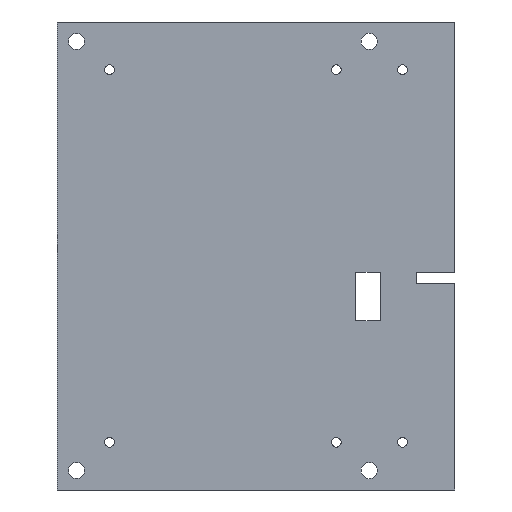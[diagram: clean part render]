
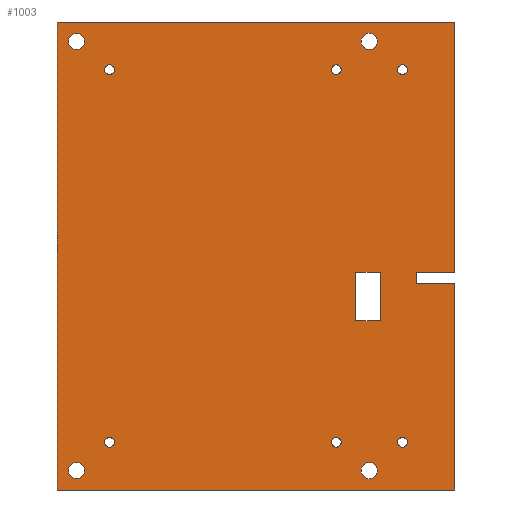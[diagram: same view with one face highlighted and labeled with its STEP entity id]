
A CAD part, front view. The second image highlights one B-rep face of the part: STEP entity #1003.
In plain terms, the highlighted planar face has unit normal (0, -1, 0).
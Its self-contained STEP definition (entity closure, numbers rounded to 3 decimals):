
#31=FACE_BOUND('',#147,.T.);
#32=FACE_BOUND('',#148,.T.);
#33=FACE_BOUND('',#149,.T.);
#34=FACE_BOUND('',#150,.T.);
#35=FACE_BOUND('',#151,.T.);
#36=FACE_BOUND('',#152,.T.);
#37=FACE_BOUND('',#153,.T.);
#38=FACE_BOUND('',#154,.T.);
#39=FACE_BOUND('',#155,.T.);
#40=FACE_BOUND('',#156,.T.);
#41=FACE_BOUND('',#157,.T.);
#59=CIRCLE('',#1073,2.5);
#60=CIRCLE('',#1074,1.5);
#61=CIRCLE('',#1075,1.5);
#62=CIRCLE('',#1076,2.5);
#63=CIRCLE('',#1077,2.5);
#64=CIRCLE('',#1078,1.5);
#65=CIRCLE('',#1079,2.5);
#66=CIRCLE('',#1080,1.5);
#67=CIRCLE('',#1081,1.5);
#68=CIRCLE('',#1082,1.5);
#91=FACE_OUTER_BOUND('',#146,.T.);
#146=EDGE_LOOP('',(#682,#683,#684,#685,#686,#687,#688,#689));
#147=EDGE_LOOP('',(#690));
#148=EDGE_LOOP('',(#691));
#149=EDGE_LOOP('',(#692));
#150=EDGE_LOOP('',(#693));
#151=EDGE_LOOP('',(#694));
#152=EDGE_LOOP('',(#695));
#153=EDGE_LOOP('',(#696,#697,#698,#699));
#154=EDGE_LOOP('',(#700));
#155=EDGE_LOOP('',(#701));
#156=EDGE_LOOP('',(#702));
#157=EDGE_LOOP('',(#703));
#229=LINE('',#1448,#338);
#230=LINE('',#1450,#339);
#231=LINE('',#1452,#340);
#232=LINE('',#1454,#341);
#233=LINE('',#1456,#342);
#234=LINE('',#1458,#343);
#235=LINE('',#1460,#344);
#236=LINE('',#1461,#345);
#237=LINE('',#1476,#346);
#238=LINE('',#1478,#347);
#239=LINE('',#1480,#348);
#240=LINE('',#1481,#349);
#338=VECTOR('',#1163,10.);
#339=VECTOR('',#1164,10.);
#340=VECTOR('',#1165,10.);
#341=VECTOR('',#1166,10.);
#342=VECTOR('',#1167,10.);
#343=VECTOR('',#1168,10.);
#344=VECTOR('',#1169,10.);
#345=VECTOR('',#1170,10.);
#346=VECTOR('',#1183,10.);
#347=VECTOR('',#1184,10.);
#348=VECTOR('',#1185,10.);
#349=VECTOR('',#1186,10.);
#447=VERTEX_POINT('',#1446);
#448=VERTEX_POINT('',#1447);
#449=VERTEX_POINT('',#1449);
#450=VERTEX_POINT('',#1451);
#451=VERTEX_POINT('',#1453);
#452=VERTEX_POINT('',#1455);
#453=VERTEX_POINT('',#1457);
#454=VERTEX_POINT('',#1459);
#455=VERTEX_POINT('',#1462);
#456=VERTEX_POINT('',#1464);
#457=VERTEX_POINT('',#1466);
#458=VERTEX_POINT('',#1468);
#459=VERTEX_POINT('',#1470);
#460=VERTEX_POINT('',#1472);
#461=VERTEX_POINT('',#1474);
#462=VERTEX_POINT('',#1475);
#463=VERTEX_POINT('',#1477);
#464=VERTEX_POINT('',#1479);
#465=VERTEX_POINT('',#1482);
#466=VERTEX_POINT('',#1484);
#467=VERTEX_POINT('',#1486);
#468=VERTEX_POINT('',#1488);
#541=EDGE_CURVE('',#447,#448,#229,.T.);
#542=EDGE_CURVE('',#448,#449,#230,.T.);
#543=EDGE_CURVE('',#449,#450,#231,.T.);
#544=EDGE_CURVE('',#450,#451,#232,.T.);
#545=EDGE_CURVE('',#451,#452,#233,.T.);
#546=EDGE_CURVE('',#452,#453,#234,.T.);
#547=EDGE_CURVE('',#453,#454,#235,.T.);
#548=EDGE_CURVE('',#454,#447,#236,.T.);
#549=EDGE_CURVE('',#455,#455,#59,.T.);
#550=EDGE_CURVE('',#456,#456,#60,.T.);
#551=EDGE_CURVE('',#457,#457,#61,.T.);
#552=EDGE_CURVE('',#458,#458,#62,.T.);
#553=EDGE_CURVE('',#459,#459,#63,.T.);
#554=EDGE_CURVE('',#460,#460,#64,.T.);
#555=EDGE_CURVE('',#461,#462,#237,.T.);
#556=EDGE_CURVE('',#462,#463,#238,.T.);
#557=EDGE_CURVE('',#463,#464,#239,.T.);
#558=EDGE_CURVE('',#464,#461,#240,.T.);
#559=EDGE_CURVE('',#465,#465,#65,.T.);
#560=EDGE_CURVE('',#466,#466,#66,.T.);
#561=EDGE_CURVE('',#467,#467,#67,.T.);
#562=EDGE_CURVE('',#468,#468,#68,.T.);
#682=ORIENTED_EDGE('',*,*,#541,.T.);
#683=ORIENTED_EDGE('',*,*,#542,.T.);
#684=ORIENTED_EDGE('',*,*,#543,.T.);
#685=ORIENTED_EDGE('',*,*,#544,.T.);
#686=ORIENTED_EDGE('',*,*,#545,.T.);
#687=ORIENTED_EDGE('',*,*,#546,.T.);
#688=ORIENTED_EDGE('',*,*,#547,.T.);
#689=ORIENTED_EDGE('',*,*,#548,.T.);
#690=ORIENTED_EDGE('',*,*,#549,.T.);
#691=ORIENTED_EDGE('',*,*,#550,.T.);
#692=ORIENTED_EDGE('',*,*,#551,.T.);
#693=ORIENTED_EDGE('',*,*,#552,.T.);
#694=ORIENTED_EDGE('',*,*,#553,.T.);
#695=ORIENTED_EDGE('',*,*,#554,.T.);
#696=ORIENTED_EDGE('',*,*,#555,.T.);
#697=ORIENTED_EDGE('',*,*,#556,.T.);
#698=ORIENTED_EDGE('',*,*,#557,.T.);
#699=ORIENTED_EDGE('',*,*,#558,.T.);
#700=ORIENTED_EDGE('',*,*,#559,.T.);
#701=ORIENTED_EDGE('',*,*,#560,.T.);
#702=ORIENTED_EDGE('',*,*,#561,.T.);
#703=ORIENTED_EDGE('',*,*,#562,.T.);
#964=PLANE('',#1072);
#1003=ADVANCED_FACE('',(#91,#31,#32,#33,#34,#35,#36,#37,#38,#39,#40,#41),
#964,.T.);
#1072=AXIS2_PLACEMENT_3D('',#1445,#1161,#1162);
#1073=AXIS2_PLACEMENT_3D('',#1463,#1171,#1172);
#1074=AXIS2_PLACEMENT_3D('',#1465,#1173,#1174);
#1075=AXIS2_PLACEMENT_3D('',#1467,#1175,#1176);
#1076=AXIS2_PLACEMENT_3D('',#1469,#1177,#1178);
#1077=AXIS2_PLACEMENT_3D('',#1471,#1179,#1180);
#1078=AXIS2_PLACEMENT_3D('',#1473,#1181,#1182);
#1079=AXIS2_PLACEMENT_3D('',#1483,#1187,#1188);
#1080=AXIS2_PLACEMENT_3D('',#1485,#1189,#1190);
#1081=AXIS2_PLACEMENT_3D('',#1487,#1191,#1192);
#1082=AXIS2_PLACEMENT_3D('',#1489,#1193,#1194);
#1161=DIRECTION('center_axis',(0.,-1.,0.));
#1162=DIRECTION('ref_axis',(1.,0.,0.));
#1163=DIRECTION('',(0.,0.,1.));
#1164=DIRECTION('',(-1.,0.,0.));
#1165=DIRECTION('',(0.,0.,1.));
#1166=DIRECTION('',(1.,0.,0.));
#1167=DIRECTION('',(0.,0.,1.));
#1168=DIRECTION('',(-1.,0.,0.));
#1169=DIRECTION('',(0.,0.,-1.));
#1170=DIRECTION('',(1.,0.,0.));
#1171=DIRECTION('center_axis',(0.,1.,0.));
#1172=DIRECTION('ref_axis',(1.,0.,0.));
#1173=DIRECTION('center_axis',(0.,1.,0.));
#1174=DIRECTION('ref_axis',(-1.,0.,0.));
#1175=DIRECTION('center_axis',(0.,1.,0.));
#1176=DIRECTION('ref_axis',(-1.,0.,0.));
#1177=DIRECTION('center_axis',(0.,1.,0.));
#1178=DIRECTION('ref_axis',(1.,0.,0.));
#1179=DIRECTION('center_axis',(0.,1.,0.));
#1180=DIRECTION('ref_axis',(1.,0.,0.));
#1181=DIRECTION('center_axis',(0.,1.,0.));
#1182=DIRECTION('ref_axis',(-1.,0.,0.));
#1183=DIRECTION('',(1.,0.,0.));
#1184=DIRECTION('',(0.,0.,-1.));
#1185=DIRECTION('',(-1.,0.,0.));
#1186=DIRECTION('',(0.,0.,1.));
#1187=DIRECTION('center_axis',(0.,1.,0.));
#1188=DIRECTION('ref_axis',(1.,0.,0.));
#1189=DIRECTION('center_axis',(0.,1.,0.));
#1190=DIRECTION('ref_axis',(-1.,0.,0.));
#1191=DIRECTION('center_axis',(0.,1.,0.));
#1192=DIRECTION('ref_axis',(-1.,0.,0.));
#1193=DIRECTION('center_axis',(0.,1.,0.));
#1194=DIRECTION('ref_axis',(-1.,0.,0.));
#1445=CARTESIAN_POINT('Origin',(10.225,-0.1,0.));
#1446=CARTESIAN_POINT('',(71.65,-0.1,-72.25));
#1447=CARTESIAN_POINT('',(71.65,-0.1,-8.56));
#1448=CARTESIAN_POINT('',(71.65,-0.1,36.125));
#1449=CARTESIAN_POINT('',(59.65,-0.1,-8.56));
#1450=CARTESIAN_POINT('',(34.937,-0.1,-8.56));
#1451=CARTESIAN_POINT('',(59.65,-0.1,-5.06));
#1452=CARTESIAN_POINT('',(59.65,-0.1,-2.53));
#1453=CARTESIAN_POINT('',(71.65,-0.1,-5.06));
#1454=CARTESIAN_POINT('',(25.613,-0.1,-5.06));
#1455=CARTESIAN_POINT('',(71.65,-0.1,72.25));
#1456=CARTESIAN_POINT('',(71.65,-0.1,36.125));
#1457=CARTESIAN_POINT('',(-51.2,-0.1,72.25));
#1458=CARTESIAN_POINT('',(-20.488,-0.1,72.25));
#1459=CARTESIAN_POINT('',(-51.2,-0.1,-72.25));
#1460=CARTESIAN_POINT('',(-51.2,-0.1,-36.125));
#1461=CARTESIAN_POINT('',(-2.388,-0.1,-72.25));
#1462=CARTESIAN_POINT('',(42.7,-0.1,-66.25));
#1463=CARTESIAN_POINT('Origin',(45.2,-0.1,-66.25));
#1464=CARTESIAN_POINT('',(36.5,-0.1,-57.5));
#1465=CARTESIAN_POINT('Origin',(35.,-0.1,-57.5));
#1466=CARTESIAN_POINT('',(36.5,-0.1,57.5));
#1467=CARTESIAN_POINT('Origin',(35.,-0.1,57.5));
#1468=CARTESIAN_POINT('',(-47.7,-0.1,66.25));
#1469=CARTESIAN_POINT('Origin',(-45.2,-0.1,66.25));
#1470=CARTESIAN_POINT('',(42.7,-0.1,66.25));
#1471=CARTESIAN_POINT('Origin',(45.2,-0.1,66.25));
#1472=CARTESIAN_POINT('',(-33.5,-0.1,57.5));
#1473=CARTESIAN_POINT('Origin',(-35.,-0.1,57.5));
#1474=CARTESIAN_POINT('',(41.,-0.1,-5.06));
#1475=CARTESIAN_POINT('',(48.65,-0.1,-5.06));
#1476=CARTESIAN_POINT('',(25.613,-0.1,-5.06));
#1477=CARTESIAN_POINT('',(48.65,-0.1,-20.03));
#1478=CARTESIAN_POINT('',(48.65,-0.1,-10.015));
#1479=CARTESIAN_POINT('',(41.,-0.1,-20.03));
#1480=CARTESIAN_POINT('',(29.437,-0.1,-20.03));
#1481=CARTESIAN_POINT('',(41.,-0.1,31.025));
#1482=CARTESIAN_POINT('',(-47.7,-0.1,-66.25));
#1483=CARTESIAN_POINT('Origin',(-45.2,-0.1,-66.25));
#1484=CARTESIAN_POINT('',(56.95,-0.1,-57.5));
#1485=CARTESIAN_POINT('Origin',(55.45,-0.1,-57.5));
#1486=CARTESIAN_POINT('',(56.95,-0.1,57.5));
#1487=CARTESIAN_POINT('Origin',(55.45,-0.1,57.5));
#1488=CARTESIAN_POINT('',(-33.5,-0.1,-57.5));
#1489=CARTESIAN_POINT('Origin',(-35.,-0.1,-57.5));
